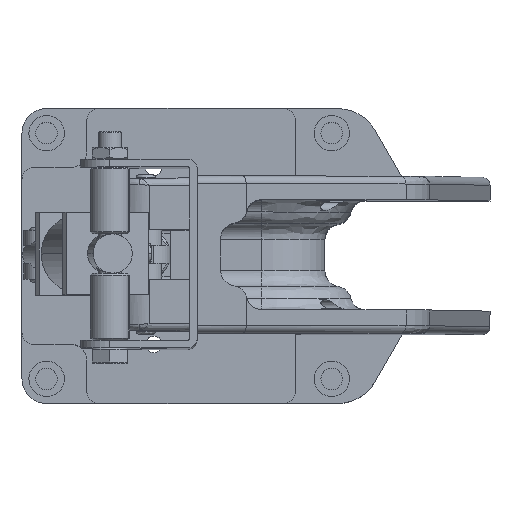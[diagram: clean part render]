
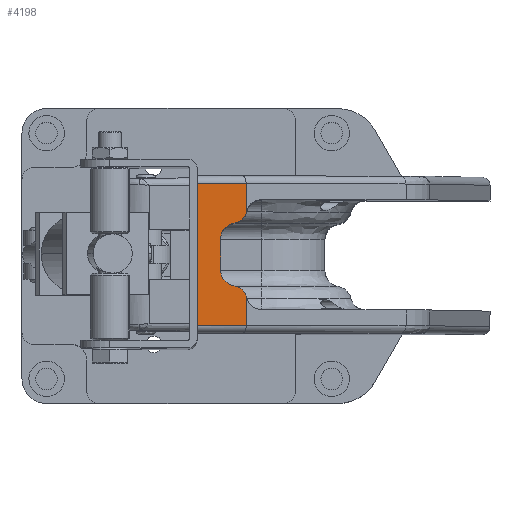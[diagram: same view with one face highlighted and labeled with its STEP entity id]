
A CAD part, top view. The second image highlights one B-rep face of the part: STEP entity #4198.
In plain terms, the highlighted planar face has unit normal (0, 0, 1).
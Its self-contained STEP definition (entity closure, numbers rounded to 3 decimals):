
#1469 = EDGE_CURVE ( 'NONE', #20905, #21597, #14288, .T. ) ;
#1471 = EDGE_CURVE ( 'NONE', #20898, #20905, #14279, .T. ) ;
#1472 = EDGE_CURVE ( 'NONE', #21597, #21730, #14292, .T. ) ;
#1477 = EDGE_CURVE ( 'NONE', #20904, #20898, #14298, .T. ) ;
#1481 = EDGE_CURVE ( 'NONE', #20903, #20904, #14308, .T. ) ;
#1485 = EDGE_CURVE ( 'NONE', #20913, #20903, #14311, .T. ) ;
#3632 = EDGE_CURVE ( 'NONE', #21730, #28975, #53455, .T. ) ;
#3716 = EDGE_CURVE ( 'NONE', #28975, #28919, #53567, .T. ) ;
#3732 = EDGE_CURVE ( 'NONE', #28919, #28699, #53582, .T. ) ;
#3795 = EDGE_CURVE ( 'NONE', #28699, #20913, #53677, .T. ) ;
#3891 = AXIS2_PLACEMENT_3D ( 'NONE', #29669, #29667, #29665 ) ;
#3896 = AXIS2_PLACEMENT_3D ( 'NONE', #29659, #29658, #29657 ) ;
#3902 = AXIS2_PLACEMENT_3D ( 'NONE', #29637, #29636, #29635 ) ;
#3904 = AXIS2_PLACEMENT_3D ( 'NONE', #29629, #29628, #29627 ) ;
#4198 = ADVANCED_FACE ( 'NONE', ( #26173 ), #48809, .F. ) ;
#14279 = CIRCLE ( 'NONE', #3896, 8. ) ;
#14288 = CIRCLE ( 'NONE', #3891, 8. ) ;
#14292 = LINE ( 'NONE', #29660, #14293 ) ;
#14293 = VECTOR ( 'NONE', #29717, 1000. ) ;
#14298 = LINE ( 'NONE', #29649, #14303 ) ;
#14303 = VECTOR ( 'NONE', #29651, 1000. ) ;
#14308 = CIRCLE ( 'NONE', #3902, 8. ) ;
#14311 = CIRCLE ( 'NONE', #3904, 8. ) ;
#17829 = DIRECTION ( 'NONE',  ( 0., -1., 0. ) ) ;
#17831 = CARTESIAN_POINT ( 'NONE',  ( 114., 0., 472. ) ) ;
#18343 = DIRECTION ( 'NONE',  ( 1., 0., 0. ) ) ;
#18364 = CARTESIAN_POINT ( 'NONE',  ( 0., 36., 472. ) ) ;
#18446 = DIRECTION ( 'NONE',  ( 0., 1., 0. ) ) ;
#18447 = CARTESIAN_POINT ( 'NONE',  ( 89., 40., 472. ) ) ;
#19465 = DIRECTION ( 'NONE',  ( -1., 0., 0. ) ) ;
#19468 = CARTESIAN_POINT ( 'NONE',  ( 0., -36., 472. ) ) ;
#20898 = VERTEX_POINT ( 'NONE', #55457 ) ;
#20903 = VERTEX_POINT ( 'NONE', #55494 ) ;
#20904 = VERTEX_POINT ( 'NONE', #55497 ) ;
#20905 = VERTEX_POINT ( 'NONE', #55498 ) ;
#20913 = VERTEX_POINT ( 'NONE', #55517 ) ;
#21597 = VERTEX_POINT ( 'NONE', #57264 ) ;
#21730 = VERTEX_POINT ( 'NONE', #57511 ) ;
#26173 = FACE_OUTER_BOUND ( 'NONE', #29385, .T. ) ;
#28699 = VERTEX_POINT ( 'NONE', #58904 ) ;
#28919 = VERTEX_POINT ( 'NONE', #59205 ) ;
#28975 = VERTEX_POINT ( 'NONE', #59281 ) ;
#29385 = EDGE_LOOP ( 'NONE', ( #64617, #64616, #64615, #64614, #64613, #64612, #64611, #64610, #64609, #64608 ) ) ;
#29627 = DIRECTION ( 'NONE',  ( 1., 0., 0. ) ) ;
#29628 = DIRECTION ( 'NONE',  ( 0., 0., -1. ) ) ;
#29629 = CARTESIAN_POINT ( 'NONE',  ( 106.457, 23.797, 472. ) ) ;
#29635 = DIRECTION ( 'NONE',  ( -1., 0., 0. ) ) ;
#29636 = DIRECTION ( 'NONE',  ( 0., 0., 1. ) ) ;
#29637 = CARTESIAN_POINT ( 'NONE',  ( 109., 8., 472. ) ) ;
#29649 = CARTESIAN_POINT ( 'NONE',  ( 101., 0., 472. ) ) ;
#29651 = DIRECTION ( 'NONE',  ( 0., -1., 0. ) ) ;
#29657 = DIRECTION ( 'NONE',  ( -1., 0., 0. ) ) ;
#29658 = DIRECTION ( 'NONE',  ( 0., 0., 1. ) ) ;
#29659 = CARTESIAN_POINT ( 'NONE',  ( 109., -8., 472. ) ) ;
#29660 = CARTESIAN_POINT ( 'NONE',  ( 114., 0., 472. ) ) ;
#29665 = DIRECTION ( 'NONE',  ( 1., 0., 0. ) ) ;
#29667 = DIRECTION ( 'NONE',  ( 0., 0., -1. ) ) ;
#29669 = CARTESIAN_POINT ( 'NONE',  ( 106.457, -23.797, 472. ) ) ;
#29717 = DIRECTION ( 'NONE',  ( 0., -1., 0. ) ) ;
#46707 = AXIS2_PLACEMENT_3D ( 'NONE', #48811, #48806, #48805 ) ;
#48805 = DIRECTION ( 'NONE',  ( -1., 0., 0. ) ) ;
#48806 = DIRECTION ( 'NONE',  ( 0., 0., -1. ) ) ;
#48809 = PLANE ( 'NONE',  #46707 ) ;
#48811 = CARTESIAN_POINT ( 'NONE',  ( 0., 0., 472. ) ) ;
#53455 = LINE ( 'NONE', #19468, #53457 ) ;
#53457 = VECTOR ( 'NONE', #19465, 1000. ) ;
#53567 = LINE ( 'NONE', #18447, #53571 ) ;
#53571 = VECTOR ( 'NONE', #18446, 1000. ) ;
#53582 = LINE ( 'NONE', #18364, #53585 ) ;
#53585 = VECTOR ( 'NONE', #18343, 1000. ) ;
#53677 = LINE ( 'NONE', #17831, #53679 ) ;
#53679 = VECTOR ( 'NONE', #17829, 1000. ) ;
#55457 = CARTESIAN_POINT ( 'NONE',  ( 101., -8., 472. ) ) ;
#55494 = CARTESIAN_POINT ( 'NONE',  ( 107.728, 15.898, 472. ) ) ;
#55497 = CARTESIAN_POINT ( 'NONE',  ( 101., 8., 472. ) ) ;
#55498 = CARTESIAN_POINT ( 'NONE',  ( 107.728, -15.898, 472. ) ) ;
#55517 = CARTESIAN_POINT ( 'NONE',  ( 114., 21.132, 472. ) ) ;
#57264 = CARTESIAN_POINT ( 'NONE',  ( 114., -21.132, 472. ) ) ;
#57511 = CARTESIAN_POINT ( 'NONE',  ( 114., -36., 472. ) ) ;
#58904 = CARTESIAN_POINT ( 'NONE',  ( 114., 36., 472. ) ) ;
#59205 = CARTESIAN_POINT ( 'NONE',  ( 89., 36., 472. ) ) ;
#59281 = CARTESIAN_POINT ( 'NONE',  ( 89., -36., 472. ) ) ;
#64608 = ORIENTED_EDGE ( 'NONE', *, *, #3795, .F. ) ;
#64609 = ORIENTED_EDGE ( 'NONE', *, *, #1485, .F. ) ;
#64610 = ORIENTED_EDGE ( 'NONE', *, *, #1481, .F. ) ;
#64611 = ORIENTED_EDGE ( 'NONE', *, *, #1477, .F. ) ;
#64612 = ORIENTED_EDGE ( 'NONE', *, *, #1471, .F. ) ;
#64613 = ORIENTED_EDGE ( 'NONE', *, *, #1469, .F. ) ;
#64614 = ORIENTED_EDGE ( 'NONE', *, *, #1472, .F. ) ;
#64615 = ORIENTED_EDGE ( 'NONE', *, *, #3632, .F. ) ;
#64616 = ORIENTED_EDGE ( 'NONE', *, *, #3716, .F. ) ;
#64617 = ORIENTED_EDGE ( 'NONE', *, *, #3732, .F. ) ;
